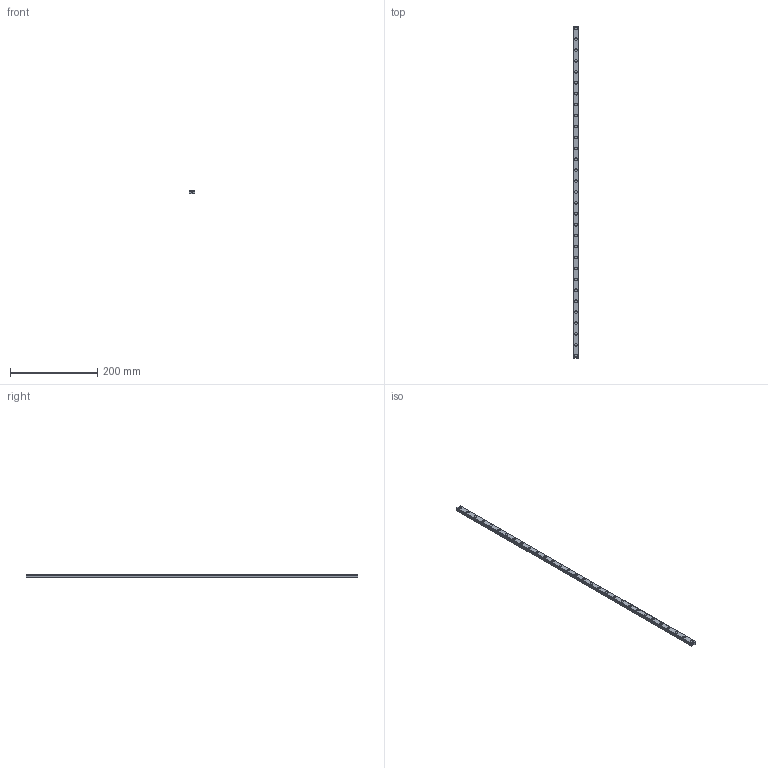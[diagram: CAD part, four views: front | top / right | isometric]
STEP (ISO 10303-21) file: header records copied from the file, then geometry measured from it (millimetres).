
FILE_DESCRIPTION(('STEP AP214'),'1');
FILE_NAME('cctmp_29C24F80-93FA-423C-AF64-854C9801A830_2021_02_18_15_46_14_0750..stp','2021-02-18T14:46:14',('HIWIN GmbH'),('CADClick - www.CADClick.com'),'Spatial InterOp 3D',' ','unknown authorization');
FILE_SCHEMA(('AUTOMOTIVE_DESIGN'));
Length unit declared in the file: millimetre
Products named in the file (1): MGNR12R760CM_FILE
Bounding box: 12 x 760 x 8 mm (x, y, z)
Volume: 65003.4 mm3; surface area: 37981.5 mm2
Topology: 1 solids, 1 shells, 374 faces, 825 edges, 550 vertices
Faces by surface type: cylinder 202, plane 172
Entity records: 13489 total; most frequent: DIRECTION 1979, CARTESIAN_POINT 1750, ORIENTED_EDGE 1650, EDGE_CURVE 825, AXIS2_PLACEMENT_3D 779, VERTEX_POINT 550, EDGE_LOOP 471, LINE 421
